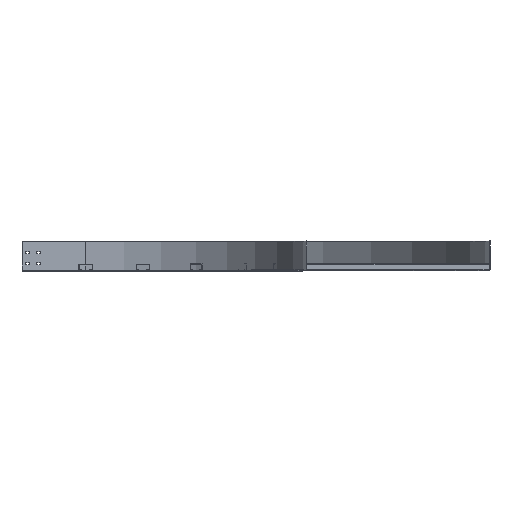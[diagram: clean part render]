
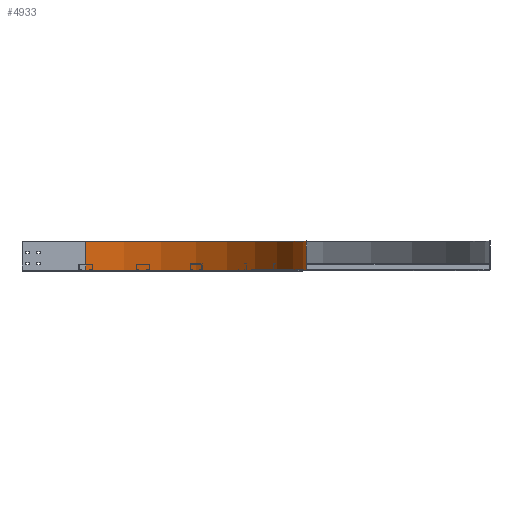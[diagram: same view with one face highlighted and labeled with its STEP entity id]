
A CAD part, top view. The second image highlights one B-rep face of the part: STEP entity #4933.
In plain terms, the highlighted cylindrical face has radius 600 mm (diameter 1200 mm), a partial arc.
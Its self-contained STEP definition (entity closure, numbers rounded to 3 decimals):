
#2293 = DIRECTION ( 'NONE',  ( 0., 1., 0. ) ) ;
#2379 = FACE_OUTER_BOUND ( 'NONE', #6149, .T. ) ;
#2393 = CYLINDRICAL_SURFACE ( 'NONE', #7063, 600. ) ;
#4933 = ADVANCED_FACE ( 'NONE', ( #2379 ), #2393, .F. ) ;
#5263 = VERTEX_POINT ( 'NONE', #7471 ) ;
#5267 = VERTEX_POINT ( 'NONE', #7475 ) ;
#5274 = VERTEX_POINT ( 'NONE', #7482 ) ;
#5275 = VERTEX_POINT ( 'NONE', #7483 ) ;
#6149 = EDGE_LOOP ( 'NONE', ( #8449, #8450, #8451, #8452 ) ) ;
#6267 = CIRCLE ( 'NONE', #7128, 600. ) ;
#6282 = LINE ( 'NONE', #6500, #6284 ) ;
#6283 = LINE ( 'NONE', #6510, #6287 ) ;
#6284 = VECTOR ( 'NONE', #6501, 1000. ) ;
#6286 = CIRCLE ( 'NONE', #7129, 600. ) ;
#6287 = VECTOR ( 'NONE', #6508, 1000. ) ;
#6500 = CARTESIAN_POINT ( 'NONE',  ( 0., -41.13, -173. ) ) ;
#6501 = DIRECTION ( 'NONE',  ( 0., -1., 0. ) ) ;
#6508 = DIRECTION ( 'NONE',  ( 0., -1., 0. ) ) ;
#6510 = CARTESIAN_POINT ( 'NONE',  ( -600., -41.13, -773. ) ) ;
#6511 = CARTESIAN_POINT ( 'NONE',  ( -600., 37.07, -173. ) ) ;
#6512 = DIRECTION ( 'NONE',  ( 0., 1., 0. ) ) ;
#6513 = DIRECTION ( 'NONE',  ( 0., 0., 1. ) ) ;
#6515 = CARTESIAN_POINT ( 'NONE',  ( -600., -41.13, -173. ) ) ;
#6516 = DIRECTION ( 'NONE',  ( 0., 1., 0. ) ) ;
#6517 = DIRECTION ( 'NONE',  ( 0., 0., 1. ) ) ;
#7014 = CARTESIAN_POINT ( 'NONE',  ( -600., 0., -173. ) ) ;
#7063 = AXIS2_PLACEMENT_3D ( 'NONE', #7014, #2293, #7179 ) ;
#7128 = AXIS2_PLACEMENT_3D ( 'NONE', #6511, #6512, #6513 ) ;
#7129 = AXIS2_PLACEMENT_3D ( 'NONE', #6515, #6516, #6517 ) ;
#7179 = DIRECTION ( 'NONE',  ( 0., 0., 1. ) ) ;
#7471 = CARTESIAN_POINT ( 'NONE',  ( 0., -41.13, -173. ) ) ;
#7475 = CARTESIAN_POINT ( 'NONE',  ( 0., 37.07, -173. ) ) ;
#7482 = CARTESIAN_POINT ( 'NONE',  ( -600., 37.07, -773. ) ) ;
#7483 = CARTESIAN_POINT ( 'NONE',  ( -600., -41.13, -773. ) ) ;
#8449 = ORIENTED_EDGE ( 'NONE', *, *, #8877, .F. ) ;
#8450 = ORIENTED_EDGE ( 'NONE', *, *, #8878, .T. ) ;
#8451 = ORIENTED_EDGE ( 'NONE', *, *, #8879, .T. ) ;
#8452 = ORIENTED_EDGE ( 'NONE', *, *, #8880, .F. ) ;
#8877 = EDGE_CURVE ( 'NONE', #5267, #5263, #6282, .T. ) ;
#8878 = EDGE_CURVE ( 'NONE', #5267, #5274, #6267, .T. ) ;
#8879 = EDGE_CURVE ( 'NONE', #5274, #5275, #6283, .T. ) ;
#8880 = EDGE_CURVE ( 'NONE', #5263, #5275, #6286, .T. ) ;
